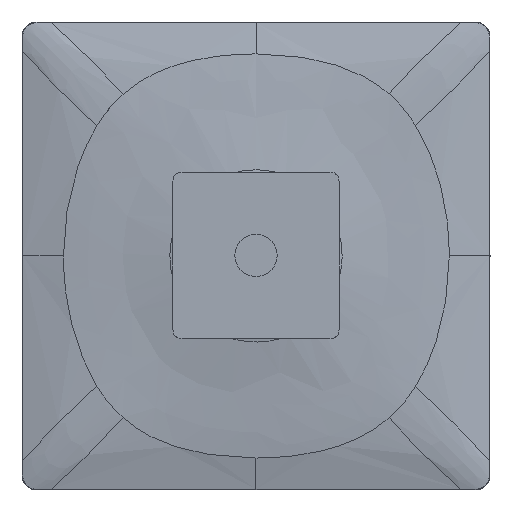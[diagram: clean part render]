
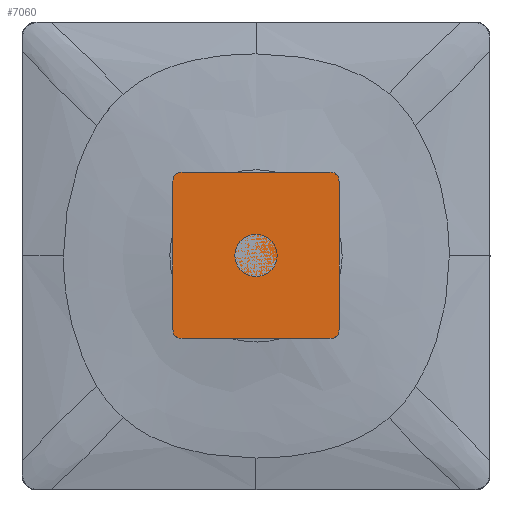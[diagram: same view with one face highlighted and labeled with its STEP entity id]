
A CAD part, top view. The second image highlights one B-rep face of the part: STEP entity #7060.
In plain terms, the highlighted planar face has unit normal (0, 0, 1).
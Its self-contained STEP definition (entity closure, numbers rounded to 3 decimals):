
#804=B_SPLINE_CURVE_WITH_KNOTS('',3,(#33141,#33142,#33143,#33144,#33145,
#33146,#33147),.UNSPECIFIED.,.F.,.F.,(4,1,1,1,4),(0.038,0.04,
0.042,0.045,0.047),.UNSPECIFIED.);
#807=B_SPLINE_CURVE_WITH_KNOTS('',3,(#33204,#33205,#33206,#33207,#33208,
#33209,#33210),.UNSPECIFIED.,.F.,.F.,(4,1,1,1,4),(0.038,0.04,
0.042,0.045,0.047),.UNSPECIFIED.);
#810=B_SPLINE_CURVE_WITH_KNOTS('',3,(#33267,#33268,#33269,#33270,#33271,
#33272,#33273),.UNSPECIFIED.,.F.,.F.,(4,1,1,1,4),(0.038,0.04,
0.042,0.045,0.047),.UNSPECIFIED.);
#813=B_SPLINE_CURVE_WITH_KNOTS('',3,(#33327,#33328,#33329,#33330,#33331,
#33332,#33333),.UNSPECIFIED.,.F.,.F.,(4,1,1,1,4),(0.038,0.04,
0.042,0.045,0.047),.UNSPECIFIED.);
#2902=ORIENTED_EDGE('',*,*,#3860,.T.);
#2903=ORIENTED_EDGE('',*,*,#3863,.T.);
#2904=ORIENTED_EDGE('',*,*,#3866,.T.);
#2905=ORIENTED_EDGE('',*,*,#3869,.T.);
#2906=ORIENTED_EDGE('',*,*,#3872,.T.);
#2907=ORIENTED_EDGE('',*,*,#3875,.T.);
#2908=ORIENTED_EDGE('',*,*,#3878,.T.);
#2909=ORIENTED_EDGE('',*,*,#3880,.T.);
#3860=EDGE_CURVE('',#4539,#4541,#4695,.T.);
#3863=EDGE_CURVE('',#4541,#4543,#804,.T.);
#3866=EDGE_CURVE('',#4543,#4545,#4698,.T.);
#3869=EDGE_CURVE('',#4545,#4547,#807,.T.);
#3872=EDGE_CURVE('',#4547,#4549,#4701,.T.);
#3875=EDGE_CURVE('',#4549,#4551,#810,.T.);
#3878=EDGE_CURVE('',#4551,#4553,#4704,.T.);
#3880=EDGE_CURVE('',#4553,#4539,#813,.T.);
#4539=VERTEX_POINT('',#33085);
#4541=VERTEX_POINT('',#33093);
#4543=VERTEX_POINT('',#33140);
#4545=VERTEX_POINT('',#33156);
#4547=VERTEX_POINT('',#33203);
#4549=VERTEX_POINT('',#33219);
#4551=VERTEX_POINT('',#33266);
#4553=VERTEX_POINT('',#33282);
#4695=LINE('',#33094,#4836);
#4698=LINE('',#33157,#4839);
#4701=LINE('',#33220,#4842);
#4704=LINE('',#33283,#4845);
#4836=VECTOR('',#9452,1000.);
#4839=VECTOR('',#9457,1000.);
#4842=VECTOR('',#9462,1000.);
#4845=VECTOR('',#9467,1000.);
#5593=EDGE_LOOP('',(#2902,#2903,#2904,#2905,#2906,#2907,#2908,#2909));
#6361=FACE_BOUND('',#5593,.T.);
#6561=PLANE('',#8229);
#7060=ADVANCED_FACE('',(#6361),#6561,.F.);
#8229=AXIS2_PLACEMENT_3D('',#33334,#9468,#9469);
#9452=DIRECTION('',(0.,-1.,0.));
#9457=DIRECTION('',(1.,0.,0.));
#9462=DIRECTION('',(0.,1.,0.));
#9467=DIRECTION('',(-1.,0.,0.));
#9468=DIRECTION('',(0.,0.,-1.));
#9469=DIRECTION('',(0.,1.,0.));
#33085=CARTESIAN_POINT('',(-55.,49.,-6.));
#33093=CARTESIAN_POINT('',(-55.,-49.,-6.));
#33094=CARTESIAN_POINT('',(-55.,49.,-6.));
#33140=CARTESIAN_POINT('',(-49.,-55.,-6.));
#33141=CARTESIAN_POINT('',(-55.,-49.,-6.));
#33142=CARTESIAN_POINT('',(-55.,-49.811,-6.));
#33143=CARTESIAN_POINT('',(-54.927,-51.447,-6.));
#33144=CARTESIAN_POINT('',(-53.618,-53.614,-6.));
#33145=CARTESIAN_POINT('',(-51.47,-54.92,-6.));
#33146=CARTESIAN_POINT('',(-49.813,-55.,-6.));
#33147=CARTESIAN_POINT('',(-49.,-55.,-6.));
#33156=CARTESIAN_POINT('',(49.,-55.,-6.));
#33157=CARTESIAN_POINT('',(-49.,-55.,-6.));
#33203=CARTESIAN_POINT('',(55.,-49.,-6.));
#33204=CARTESIAN_POINT('',(49.,-55.,-6.));
#33205=CARTESIAN_POINT('',(49.811,-55.,-6.));
#33206=CARTESIAN_POINT('',(51.447,-54.927,-6.));
#33207=CARTESIAN_POINT('',(53.614,-53.618,-6.));
#33208=CARTESIAN_POINT('',(54.92,-51.47,-6.));
#33209=CARTESIAN_POINT('',(55.,-49.813,-6.));
#33210=CARTESIAN_POINT('',(55.,-49.,-6.));
#33219=CARTESIAN_POINT('',(55.,49.,-6.));
#33220=CARTESIAN_POINT('',(55.,-49.,-6.));
#33266=CARTESIAN_POINT('',(49.,55.,-6.));
#33267=CARTESIAN_POINT('',(55.,49.,-6.));
#33268=CARTESIAN_POINT('',(55.,49.811,-6.));
#33269=CARTESIAN_POINT('',(54.927,51.447,-6.));
#33270=CARTESIAN_POINT('',(53.618,53.614,-6.));
#33271=CARTESIAN_POINT('',(51.47,54.92,-6.));
#33272=CARTESIAN_POINT('',(49.813,55.,-6.));
#33273=CARTESIAN_POINT('',(49.,55.,-6.));
#33282=CARTESIAN_POINT('',(-49.,55.,-6.));
#33283=CARTESIAN_POINT('',(49.,55.,-6.));
#33327=CARTESIAN_POINT('',(-49.,55.,-6.));
#33328=CARTESIAN_POINT('',(-49.811,55.,-6.));
#33329=CARTESIAN_POINT('',(-51.447,54.927,-6.));
#33330=CARTESIAN_POINT('',(-53.614,53.618,-6.));
#33331=CARTESIAN_POINT('',(-54.92,51.47,-6.));
#33332=CARTESIAN_POINT('',(-55.,49.813,-6.));
#33333=CARTESIAN_POINT('',(-55.,49.,-6.));
#33334=CARTESIAN_POINT('',(-53.475,-53.475,-6.));
